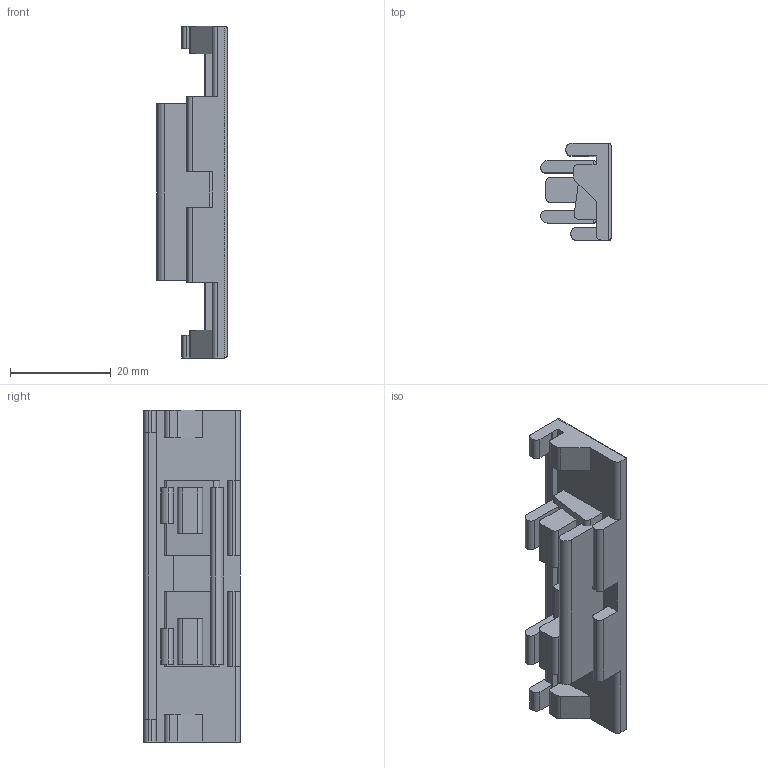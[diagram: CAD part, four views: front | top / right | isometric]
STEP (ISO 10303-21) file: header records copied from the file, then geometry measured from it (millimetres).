
FILE_DESCRIPTION(/* description */ (''),/* implementation_level */ '2;1');
FILE_NAME(/* name */ 'Eduboard_Adapter.step',/* time_stamp */ '2023-07-13T11:32:07+02:00',/* author */ (''),/* organization */ (''),/* preprocessor_version */ 'ST-DEVELOPER v19.2',/* originating_system */ 'Autodesk Translation Framework v12.6.0.85',/* authorisation */ '');
FILE_SCHEMA (('AUTOMOTIVE_DESIGN { 1 0 10303 214 3 1 1 }'));
Length unit declared in the file: millimetre
Products named in the file (3): Eduboard_Adapter; CPUClip; Display3.5Clip
Assembly tree (2 placements, depth 2):
  Eduboard_Adapter
    CPUClip
    Display3.5Clip
Bounding box: 14 x 19.2 x 66 mm (x, y, z)
Volume: 8677.8 mm3; surface area: 6415.3 mm2
Topology: 2 solids, 2 shells, 102 faces, 278 edges, 182 vertices
Faces by surface type: plane 61, cylinder 41
Entity records: 3303 total; most frequent: DIRECTION 568, CARTESIAN_POINT 567, ORIENTED_EDGE 556, EDGE_CURVE 278, LINE 202, VECTOR 202, AXIS2_PLACEMENT_3D 183, VERTEX_POINT 182
